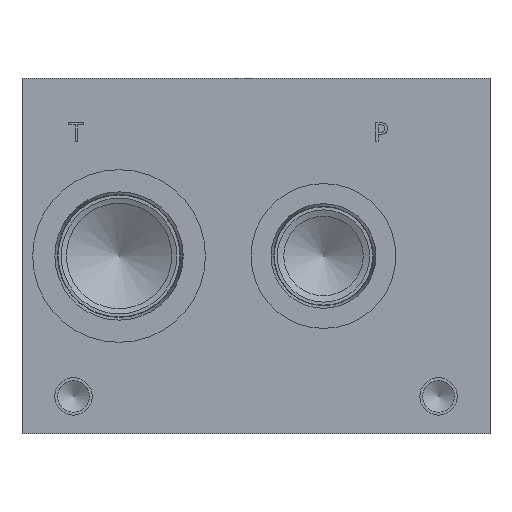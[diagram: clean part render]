
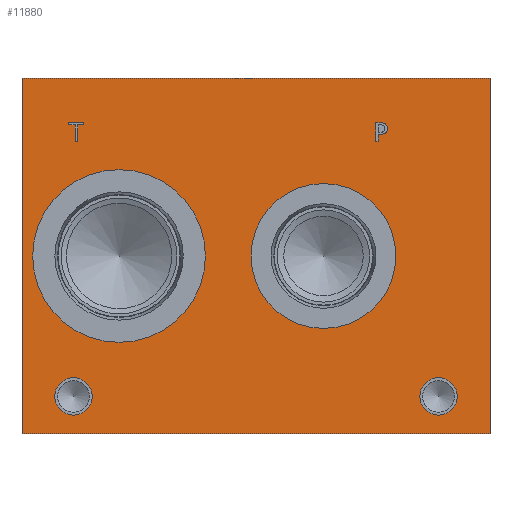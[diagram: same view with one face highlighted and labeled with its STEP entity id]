
A CAD part, left-side view. The second image highlights one B-rep face of the part: STEP entity #11880.
In plain terms, the highlighted planar face has unit normal (-1, 0, 0).
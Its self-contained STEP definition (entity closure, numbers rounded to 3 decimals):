
#160=CIRCLE('',#12389,29.286);
#161=CIRCLE('',#12390,29.286);
#162=CIRCLE('',#12391,24.562);
#163=CIRCLE('',#12392,24.562);
#164=CIRCLE('',#12393,6.35);
#165=CIRCLE('',#12394,6.35);
#166=CIRCLE('',#12395,6.35);
#167=CIRCLE('',#12396,6.35);
#473=FACE_BOUND('',#2076,.T.);
#474=FACE_BOUND('',#2077,.T.);
#475=FACE_BOUND('',#2078,.T.);
#476=FACE_BOUND('',#2079,.T.);
#477=FACE_BOUND('',#2080,.T.);
#478=FACE_BOUND('',#2081,.T.);
#805=B_SPLINE_CURVE_WITH_KNOTS('',2,(#19745,#19746,#19747,#19748),
 .UNSPECIFIED.,.F.,.F.,(3,1,3),(0.,1.,2.),.UNSPECIFIED.);
#807=B_SPLINE_CURVE_WITH_KNOTS('',2,(#19766,#19767,#19768,#19769),
 .UNSPECIFIED.,.F.,.F.,(3,1,3),(0.,1.,2.),.UNSPECIFIED.);
#809=B_SPLINE_CURVE_WITH_KNOTS('',2,(#19815,#19816,#19817,#19818),
 .UNSPECIFIED.,.F.,.F.,(3,1,3),(0.,1.,2.),.UNSPECIFIED.);
#811=B_SPLINE_CURVE_WITH_KNOTS('',2,(#19833,#19834,#19835,#19836),
 .UNSPECIFIED.,.F.,.F.,(3,1,3),(0.,1.,2.),.UNSPECIFIED.);
#1404=FACE_OUTER_BOUND('',#2075,.T.);
#2075=EDGE_LOOP('',(#9725,#9726,#9727,#9728));
#2076=EDGE_LOOP('',(#9729,#9730));
#2077=EDGE_LOOP('',(#9731,#9732));
#2078=EDGE_LOOP('',(#9733,#9734));
#2079=EDGE_LOOP('',(#9735,#9736));
#2080=EDGE_LOOP('',(#9737,#9738,#9739,#9740,#9741,#9742,#9743,#9744));
#2081=EDGE_LOOP('',(#9745,#9746,#9747,#9748,#9749,#9750,#9751,#9752,#9753));
#2668=LINE('',#17997,#3766);
#3225=LINE('',#19778,#4323);
#3228=LINE('',#19784,#4326);
#3231=LINE('',#19790,#4329);
#3234=LINE('',#19796,#4332);
#3237=LINE('',#19802,#4335);
#3241=LINE('',#19844,#4339);
#3242=LINE('',#19846,#4340);
#3243=LINE('',#19847,#4341);
#3244=LINE('',#19866,#4342);
#3245=LINE('',#19868,#4343);
#3246=LINE('',#19870,#4344);
#3247=LINE('',#19872,#4345);
#3248=LINE('',#19874,#4346);
#3249=LINE('',#19876,#4347);
#3250=LINE('',#19878,#4348);
#3251=LINE('',#19879,#4349);
#3766=VECTOR('',#13395,10.);
#4323=VECTOR('',#14378,10.);
#4326=VECTOR('',#14383,10.);
#4329=VECTOR('',#14388,10.);
#4332=VECTOR('',#14393,10.);
#4335=VECTOR('',#14398,10.);
#4339=VECTOR('',#14406,10.);
#4340=VECTOR('',#14407,10.);
#4341=VECTOR('',#14408,10.);
#4342=VECTOR('',#14425,10.);
#4343=VECTOR('',#14426,10.);
#4344=VECTOR('',#14427,10.);
#4345=VECTOR('',#14428,10.);
#4346=VECTOR('',#14429,10.);
#4347=VECTOR('',#14430,10.);
#4348=VECTOR('',#14431,10.);
#4349=VECTOR('',#14432,10.);
#4882=VERTEX_POINT('',#17990);
#4885=VERTEX_POINT('',#17995);
#5314=VERTEX_POINT('',#19743);
#5315=VERTEX_POINT('',#19744);
#5318=VERTEX_POINT('',#19765);
#5320=VERTEX_POINT('',#19777);
#5322=VERTEX_POINT('',#19783);
#5324=VERTEX_POINT('',#19789);
#5326=VERTEX_POINT('',#19795);
#5328=VERTEX_POINT('',#19801);
#5330=VERTEX_POINT('',#19814);
#5332=VERTEX_POINT('',#19843);
#5333=VERTEX_POINT('',#19845);
#5334=VERTEX_POINT('',#19848);
#5335=VERTEX_POINT('',#19849);
#5336=VERTEX_POINT('',#19852);
#5337=VERTEX_POINT('',#19853);
#5338=VERTEX_POINT('',#19856);
#5339=VERTEX_POINT('',#19857);
#5340=VERTEX_POINT('',#19860);
#5341=VERTEX_POINT('',#19861);
#5342=VERTEX_POINT('',#19864);
#5343=VERTEX_POINT('',#19865);
#5344=VERTEX_POINT('',#19867);
#5345=VERTEX_POINT('',#19869);
#5346=VERTEX_POINT('',#19871);
#5347=VERTEX_POINT('',#19873);
#5348=VERTEX_POINT('',#19875);
#5349=VERTEX_POINT('',#19877);
#6219=EDGE_CURVE('',#4882,#4885,#2668,.T.);
#6855=EDGE_CURVE('',#5314,#5315,#805,.T.);
#6859=EDGE_CURVE('',#5318,#5314,#807,.T.);
#6862=EDGE_CURVE('',#5320,#5318,#3225,.T.);
#6865=EDGE_CURVE('',#5322,#5320,#3228,.T.);
#6868=EDGE_CURVE('',#5324,#5322,#3231,.T.);
#6871=EDGE_CURVE('',#5326,#5324,#3234,.T.);
#6874=EDGE_CURVE('',#5328,#5326,#3237,.T.);
#6877=EDGE_CURVE('',#5330,#5328,#809,.T.);
#6880=EDGE_CURVE('',#5315,#5330,#811,.T.);
#6882=EDGE_CURVE('',#5332,#4882,#3241,.T.);
#6883=EDGE_CURVE('',#5333,#4885,#3242,.T.);
#6884=EDGE_CURVE('',#5332,#5333,#3243,.T.);
#6885=EDGE_CURVE('',#5334,#5335,#160,.T.);
#6886=EDGE_CURVE('',#5335,#5334,#161,.T.);
#6887=EDGE_CURVE('',#5336,#5337,#162,.T.);
#6888=EDGE_CURVE('',#5337,#5336,#163,.T.);
#6889=EDGE_CURVE('',#5338,#5339,#164,.T.);
#6890=EDGE_CURVE('',#5339,#5338,#165,.T.);
#6891=EDGE_CURVE('',#5340,#5341,#166,.T.);
#6892=EDGE_CURVE('',#5341,#5340,#167,.T.);
#6893=EDGE_CURVE('',#5342,#5343,#3244,.T.);
#6894=EDGE_CURVE('',#5343,#5344,#3245,.T.);
#6895=EDGE_CURVE('',#5344,#5345,#3246,.T.);
#6896=EDGE_CURVE('',#5345,#5346,#3247,.T.);
#6897=EDGE_CURVE('',#5346,#5347,#3248,.T.);
#6898=EDGE_CURVE('',#5347,#5348,#3249,.T.);
#6899=EDGE_CURVE('',#5348,#5349,#3250,.T.);
#6900=EDGE_CURVE('',#5349,#5342,#3251,.T.);
#9725=ORIENTED_EDGE('',*,*,#6882,.T.);
#9726=ORIENTED_EDGE('',*,*,#6219,.T.);
#9727=ORIENTED_EDGE('',*,*,#6883,.F.);
#9728=ORIENTED_EDGE('',*,*,#6884,.F.);
#9729=ORIENTED_EDGE('',*,*,#6885,.T.);
#9730=ORIENTED_EDGE('',*,*,#6886,.T.);
#9731=ORIENTED_EDGE('',*,*,#6887,.T.);
#9732=ORIENTED_EDGE('',*,*,#6888,.T.);
#9733=ORIENTED_EDGE('',*,*,#6889,.T.);
#9734=ORIENTED_EDGE('',*,*,#6890,.T.);
#9735=ORIENTED_EDGE('',*,*,#6891,.T.);
#9736=ORIENTED_EDGE('',*,*,#6892,.T.);
#9737=ORIENTED_EDGE('',*,*,#6893,.T.);
#9738=ORIENTED_EDGE('',*,*,#6894,.T.);
#9739=ORIENTED_EDGE('',*,*,#6895,.T.);
#9740=ORIENTED_EDGE('',*,*,#6896,.T.);
#9741=ORIENTED_EDGE('',*,*,#6897,.T.);
#9742=ORIENTED_EDGE('',*,*,#6898,.T.);
#9743=ORIENTED_EDGE('',*,*,#6899,.T.);
#9744=ORIENTED_EDGE('',*,*,#6900,.T.);
#9745=ORIENTED_EDGE('',*,*,#6855,.T.);
#9746=ORIENTED_EDGE('',*,*,#6880,.T.);
#9747=ORIENTED_EDGE('',*,*,#6877,.T.);
#9748=ORIENTED_EDGE('',*,*,#6874,.T.);
#9749=ORIENTED_EDGE('',*,*,#6871,.T.);
#9750=ORIENTED_EDGE('',*,*,#6868,.T.);
#9751=ORIENTED_EDGE('',*,*,#6865,.T.);
#9752=ORIENTED_EDGE('',*,*,#6862,.T.);
#9753=ORIENTED_EDGE('',*,*,#6859,.T.);
#10944=PLANE('',#12388);
#11880=ADVANCED_FACE('',(#1404,#473,#474,#475,#476,#477,#478),#10944,.T.);
#12388=AXIS2_PLACEMENT_3D('',#19842,#14404,#14405);
#12389=AXIS2_PLACEMENT_3D('',#19850,#14409,#14410);
#12390=AXIS2_PLACEMENT_3D('',#19851,#14411,#14412);
#12391=AXIS2_PLACEMENT_3D('',#19854,#14413,#14414);
#12392=AXIS2_PLACEMENT_3D('',#19855,#14415,#14416);
#12393=AXIS2_PLACEMENT_3D('',#19858,#14417,#14418);
#12394=AXIS2_PLACEMENT_3D('',#19859,#14419,#14420);
#12395=AXIS2_PLACEMENT_3D('',#19862,#14421,#14422);
#12396=AXIS2_PLACEMENT_3D('',#19863,#14423,#14424);
#13395=DIRECTION('',(0.,0.,1.));
#14378=DIRECTION('',(0.,-1.,0.));
#14383=DIRECTION('',(0.,0.,1.));
#14388=DIRECTION('',(0.,1.,0.));
#14393=DIRECTION('',(0.,0.,-1.));
#14398=DIRECTION('',(0.,1.,0.));
#14404=DIRECTION('center_axis',(-1.,0.,0.));
#14405=DIRECTION('ref_axis',(0.,-1.,0.));
#14406=DIRECTION('',(0.,-1.,0.));
#14407=DIRECTION('',(0.,-1.,0.));
#14408=DIRECTION('',(0.,0.,1.));
#14409=DIRECTION('center_axis',(1.,0.,0.));
#14410=DIRECTION('ref_axis',(0.,0.,1.));
#14411=DIRECTION('center_axis',(1.,0.,0.));
#14412=DIRECTION('ref_axis',(0.,0.,1.));
#14413=DIRECTION('center_axis',(1.,0.,0.));
#14414=DIRECTION('ref_axis',(0.,0.,1.));
#14415=DIRECTION('center_axis',(1.,0.,0.));
#14416=DIRECTION('ref_axis',(0.,0.,1.));
#14417=DIRECTION('center_axis',(1.,0.,0.));
#14418=DIRECTION('ref_axis',(0.,1.,0.));
#14419=DIRECTION('center_axis',(1.,0.,0.));
#14420=DIRECTION('ref_axis',(0.,1.,0.));
#14421=DIRECTION('center_axis',(1.,0.,0.));
#14422=DIRECTION('ref_axis',(0.,1.,0.));
#14423=DIRECTION('center_axis',(1.,0.,0.));
#14424=DIRECTION('ref_axis',(0.,1.,0.));
#14425=DIRECTION('',(0.,1.,0.));
#14426=DIRECTION('',(0.,0.,1.));
#14427=DIRECTION('',(0.,1.,0.));
#14428=DIRECTION('',(0.,0.,1.));
#14429=DIRECTION('',(0.,-1.,0.));
#14430=DIRECTION('',(0.,0.,-1.));
#14431=DIRECTION('',(0.,1.,0.));
#14432=DIRECTION('',(0.,0.,-1.));
#17990=CARTESIAN_POINT('',(0.,0.,0.));
#17995=CARTESIAN_POINT('',(0.,0.,120.65));
#17997=CARTESIAN_POINT('',(0.,0.,0.));
#19743=CARTESIAN_POINT('',(0.,35.571,105.141));
#19744=CARTESIAN_POINT('',(0.,34.815,103.623));
#19745=CARTESIAN_POINT('Ctrl Pts',(0.,35.571,105.141));
#19746=CARTESIAN_POINT('Ctrl Pts',(0.,35.216,104.899));
#19747=CARTESIAN_POINT('Ctrl Pts',(0.,34.815,104.153));
#19748=CARTESIAN_POINT('Ctrl Pts',(0.,34.815,103.623));
#19765=CARTESIAN_POINT('',(0.,37.233,105.537));
#19766=CARTESIAN_POINT('Ctrl Pts',(0.,37.233,105.537));
#19767=CARTESIAN_POINT('Ctrl Pts',(0.,36.667,105.537));
#19768=CARTESIAN_POINT('Ctrl Pts',(0.,35.875,105.352));
#19769=CARTESIAN_POINT('Ctrl Pts',(0.,35.571,105.141));
#19777=CARTESIAN_POINT('',(0.,38.828,105.537));
#19778=CARTESIAN_POINT('',(0.,98.789,105.537));
#19783=CARTESIAN_POINT('',(0.,38.828,99.187));
#19784=CARTESIAN_POINT('',(0.,38.828,49.593));
#19789=CARTESIAN_POINT('',(0.,37.984,99.187));
#19790=CARTESIAN_POINT('',(0.,98.367,99.187));
#19795=CARTESIAN_POINT('',(0.,37.984,101.554));
#19796=CARTESIAN_POINT('',(0.,37.984,50.777));
#19801=CARTESIAN_POINT('',(0.,37.269,101.554));
#19802=CARTESIAN_POINT('',(0.,98.01,101.554));
#19814=CARTESIAN_POINT('',(0.,35.37,102.213));
#19815=CARTESIAN_POINT('Ctrl Pts',(0.,35.37,102.213));
#19816=CARTESIAN_POINT('Ctrl Pts',(0.,35.7,101.889));
#19817=CARTESIAN_POINT('Ctrl Pts',(0.,36.59,101.554));
#19818=CARTESIAN_POINT('Ctrl Pts',(0.,37.269,101.554));
#19833=CARTESIAN_POINT('Ctrl Pts',(0.,34.815,103.623));
#19834=CARTESIAN_POINT('Ctrl Pts',(0.,34.815,103.211));
#19835=CARTESIAN_POINT('Ctrl Pts',(0.,35.108,102.47));
#19836=CARTESIAN_POINT('Ctrl Pts',(0.,35.37,102.213));
#19842=CARTESIAN_POINT('Origin',(0.,158.75,0.));
#19843=CARTESIAN_POINT('',(0.,158.75,0.));
#19844=CARTESIAN_POINT('',(0.,158.75,0.));
#19845=CARTESIAN_POINT('',(0.,158.75,120.65));
#19846=CARTESIAN_POINT('',(0.,158.75,120.65));
#19847=CARTESIAN_POINT('',(0.,158.75,0.));
#19848=CARTESIAN_POINT('',(0.,125.832,89.611));
#19849=CARTESIAN_POINT('',(0.,125.832,31.039));
#19850=CARTESIAN_POINT('Origin',(0.,125.832,60.325));
#19851=CARTESIAN_POINT('Origin',(0.,125.832,60.325));
#19852=CARTESIAN_POINT('',(0.,56.49,84.887));
#19853=CARTESIAN_POINT('',(0.,56.49,35.763));
#19854=CARTESIAN_POINT('Origin',(0.,56.49,60.325));
#19855=CARTESIAN_POINT('Origin',(0.,56.49,60.325));
#19856=CARTESIAN_POINT('',(0.,147.625,12.7));
#19857=CARTESIAN_POINT('',(0.,134.925,12.7));
#19858=CARTESIAN_POINT('Origin',(0.,141.275,12.7));
#19859=CARTESIAN_POINT('Origin',(0.,141.275,12.7));
#19860=CARTESIAN_POINT('',(0.,23.8,12.7));
#19861=CARTESIAN_POINT('',(0.,11.1,12.7));
#19862=CARTESIAN_POINT('Origin',(0.,17.45,12.7));
#19863=CARTESIAN_POINT('Origin',(0.,17.45,12.7));
#19864=CARTESIAN_POINT('',(0.,139.88,99.187));
#19865=CARTESIAN_POINT('',(0.,140.724,99.187));
#19866=CARTESIAN_POINT('',(0.,149.315,99.187));
#19867=CARTESIAN_POINT('',(0.,140.724,104.786));
#19868=CARTESIAN_POINT('',(0.,140.724,49.594));
#19869=CARTESIAN_POINT('',(0.,142.855,104.786));
#19870=CARTESIAN_POINT('',(0.,149.737,104.786));
#19871=CARTESIAN_POINT('',(0.,142.855,105.537));
#19872=CARTESIAN_POINT('',(0.,142.855,52.393));
#19873=CARTESIAN_POINT('',(0.,137.75,105.537));
#19874=CARTESIAN_POINT('',(0.,150.802,105.537));
#19875=CARTESIAN_POINT('',(0.,137.75,104.786));
#19876=CARTESIAN_POINT('',(0.,137.75,52.768));
#19877=CARTESIAN_POINT('',(0.,139.88,104.786));
#19878=CARTESIAN_POINT('',(0.,148.25,104.786));
#19879=CARTESIAN_POINT('',(0.,139.88,52.393));
